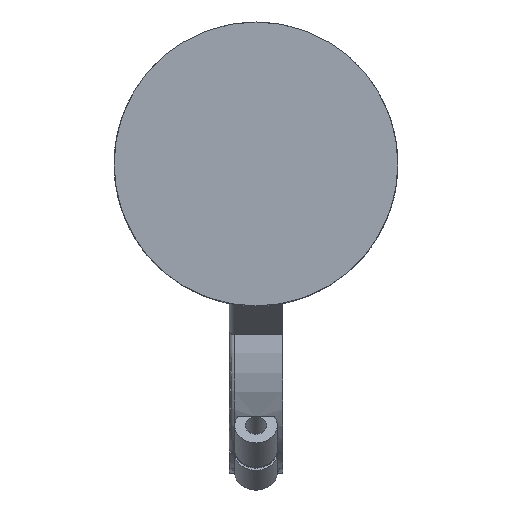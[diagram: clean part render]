
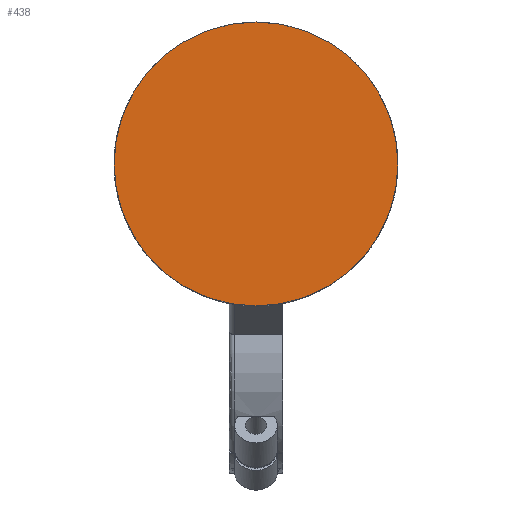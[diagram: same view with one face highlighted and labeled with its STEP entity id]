
A CAD part, top view. The second image highlights one B-rep face of the part: STEP entity #438.
In plain terms, the highlighted planar face has unit normal (0, 0, 1).
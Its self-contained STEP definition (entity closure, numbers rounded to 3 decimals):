
#438=ADVANCED_FACE('',(#625),#552,.T.);
#552=PLANE('',#2628);
#625=FACE_OUTER_BOUND('',#760,.T.);
#760=EDGE_LOOP('',(#1335));
#947=CIRCLE('',#2627,63.5);
#1335=ORIENTED_EDGE('',*,*,#2084,.F.);
#1814=VERTEX_POINT('',#4316);
#2084=EDGE_CURVE('',#1814,#1814,#947,.T.);
#2627=AXIS2_PLACEMENT_3D('',#4315,#3132,#3133);
#2628=AXIS2_PLACEMENT_3D('',#4317,#3134,#3135);
#3132=DIRECTION('',(0.,0.,-1.));
#3133=DIRECTION('',(-1.,0.,0.));
#3134=DIRECTION('',(0.,0.,1.));
#3135=DIRECTION('',(1.,0.,0.));
#4315=CARTESIAN_POINT('',(0.,0.,0.));
#4316=CARTESIAN_POINT('',(-63.5,0.,0.));
#4317=CARTESIAN_POINT('',(0.,63.5,0.));
